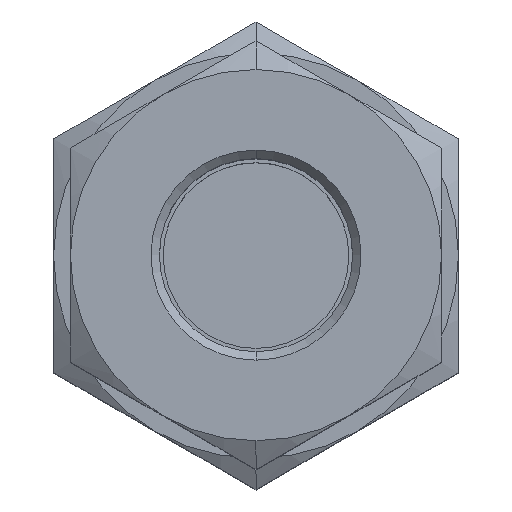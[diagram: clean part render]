
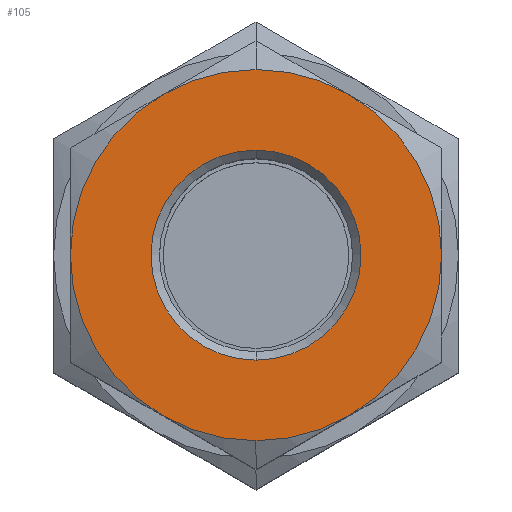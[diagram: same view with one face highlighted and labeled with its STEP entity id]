
A CAD part, top view. The second image highlights one B-rep face of the part: STEP entity #105.
In plain terms, the highlighted planar face has unit normal (0, 0, 1).
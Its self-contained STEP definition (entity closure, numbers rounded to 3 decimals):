
#105=ADVANCED_FACE('',(#233,#234),#235,.T.);
#233=FACE_OUTER_BOUND('',#398,.T.);
#234=FACE_BOUND('',#399,.T.);
#235=PLANE('',#400);
#398=EDGE_LOOP('',(#894,#895,#896,#897,#898,#899,#900,#901));
#399=EDGE_LOOP('',(#902,#903));
#400=AXIS2_PLACEMENT_3D('',#904,#905,#906);
#894=ORIENTED_EDGE('',*,*,#1137,.T.);
#895=ORIENTED_EDGE('',*,*,#1136,.T.);
#896=ORIENTED_EDGE('',*,*,#1023,.T.);
#897=ORIENTED_EDGE('',*,*,#1135,.T.);
#898=ORIENTED_EDGE('',*,*,#1134,.T.);
#899=ORIENTED_EDGE('',*,*,#1133,.T.);
#900=ORIENTED_EDGE('',*,*,#1132,.T.);
#901=ORIENTED_EDGE('',*,*,#1027,.T.);
#902=ORIENTED_EDGE('',*,*,#1020,.T.);
#903=ORIENTED_EDGE('',*,*,#1138,.T.);
#904=CARTESIAN_POINT('',(0.0,0.0,15.5));
#905=DIRECTION('',(0.0,0.0,1.0));
#906=DIRECTION('',(1.0,-0.0,0.0));
#1020=EDGE_CURVE('',#1396,#1394,#1397,.T.);
#1023=EDGE_CURVE('',#1402,#1399,#1403,.T.);
#1027=EDGE_CURVE('',#1406,#1408,#1410,.T.);
#1132=EDGE_CURVE('',#1552,#1406,#1575,.T.);
#1133=EDGE_CURVE('',#1557,#1552,#1576,.T.);
#1134=EDGE_CURVE('',#1562,#1557,#1577,.T.);
#1135=EDGE_CURVE('',#1399,#1562,#1578,.T.);
#1136=EDGE_CURVE('',#1569,#1402,#1579,.T.);
#1137=EDGE_CURVE('',#1408,#1569,#1580,.T.);
#1138=EDGE_CURVE('',#1394,#1396,#1581,.T.);
#1394=VERTEX_POINT('',#1685);
#1396=VERTEX_POINT('',#1688);
#1397=CIRCLE('',#1689,6.223);
#1399=VERTEX_POINT('',#1692);
#1402=VERTEX_POINT('',#1696);
#1403=CIRCLE('',#1697,11.0);
#1406=VERTEX_POINT('',#1707);
#1408=VERTEX_POINT('',#1710);
#1410=CIRCLE('',#1719,11.0);
#1552=VERTEX_POINT('',#2222);
#1557=VERTEX_POINT('',#2242);
#1562=VERTEX_POINT('',#2262);
#1569=VERTEX_POINT('',#2292);
#1575=CIRCLE('',#2320,11.0);
#1576=CIRCLE('',#2321,11.0);
#1577=CIRCLE('',#2322,11.0);
#1578=CIRCLE('',#2323,11.0);
#1579=CIRCLE('',#2324,11.0);
#1580=CIRCLE('',#2325,11.0);
#1581=CIRCLE('',#2326,6.223);
#1685=CARTESIAN_POINT('',(0.,6.223,15.5));
#1688=CARTESIAN_POINT('',(0.0,-6.223,15.5));
#1689=AXIS2_PLACEMENT_3D('',#2470,#2471,#2472);
#1692=CARTESIAN_POINT('',(0.,11.0,15.5));
#1696=CARTESIAN_POINT('',(5.5,9.526,15.5));
#1697=AXIS2_PLACEMENT_3D('',#2475,#2476,#2477);
#1707=CARTESIAN_POINT('',(0.,-11.0,15.5));
#1710=CARTESIAN_POINT('',(5.5,-9.526,15.5));
#1719=AXIS2_PLACEMENT_3D('',#2479,#2480,#2481);
#2222=CARTESIAN_POINT('',(-5.5,-9.526,15.5));
#2242=CARTESIAN_POINT('',(-11.0,0.,15.5));
#2262=CARTESIAN_POINT('',(-5.5,9.526,15.5));
#2292=CARTESIAN_POINT('',(11.0,0.,15.5));
#2320=AXIS2_PLACEMENT_3D('',#2602,#2603,#2604);
#2321=AXIS2_PLACEMENT_3D('',#2605,#2606,#2607);
#2322=AXIS2_PLACEMENT_3D('',#2608,#2609,#2610);
#2323=AXIS2_PLACEMENT_3D('',#2611,#2612,#2613);
#2324=AXIS2_PLACEMENT_3D('',#2614,#2615,#2616);
#2325=AXIS2_PLACEMENT_3D('',#2617,#2618,#2619);
#2326=AXIS2_PLACEMENT_3D('',#2620,#2621,#2622);
#2470=CARTESIAN_POINT('',(0.0,0.0,15.5));
#2471=DIRECTION('',(0.0,0.0,-1.0));
#2472=DIRECTION('',(0.0,1.0,0.0));
#2475=CARTESIAN_POINT('',(0.0,0.0,15.5));
#2476=DIRECTION('',(0.0,-0.0,1.0));
#2477=DIRECTION('',(0.5,0.866,0.0));
#2479=CARTESIAN_POINT('',(0.0,0.0,15.5));
#2480=DIRECTION('',(0.0,0.0,1.0));
#2481=DIRECTION('',(-0.5,-0.866,0.0));
#2602=CARTESIAN_POINT('',(0.0,0.0,15.5));
#2603=DIRECTION('',(0.0,0.0,1.0));
#2604=DIRECTION('',(-0.5,-0.866,0.0));
#2605=CARTESIAN_POINT('',(0.0,0.0,15.5));
#2606=DIRECTION('',(0.0,0.0,1.0));
#2607=DIRECTION('',(-1.0,0.,0.0));
#2608=CARTESIAN_POINT('',(0.0,0.0,15.5));
#2609=DIRECTION('',(0.0,0.0,1.0));
#2610=DIRECTION('',(-0.5,0.866,0.0));
#2611=CARTESIAN_POINT('',(0.0,0.0,15.5));
#2612=DIRECTION('',(0.0,-0.0,1.0));
#2613=DIRECTION('',(0.5,0.866,0.0));
#2614=CARTESIAN_POINT('',(0.0,0.0,15.5));
#2615=DIRECTION('',(0.0,0.0,1.0));
#2616=DIRECTION('',(1.0,0.,0.0));
#2617=CARTESIAN_POINT('',(0.0,0.0,15.5));
#2618=DIRECTION('',(0.0,0.0,1.0));
#2619=DIRECTION('',(0.5,-0.866,0.0));
#2620=CARTESIAN_POINT('',(0.0,0.0,15.5));
#2621=DIRECTION('',(0.0,0.0,-1.0));
#2622=DIRECTION('',(0.0,1.0,0.0));
